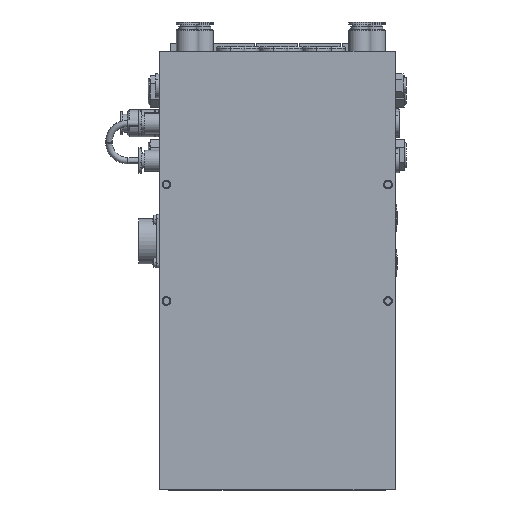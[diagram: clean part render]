
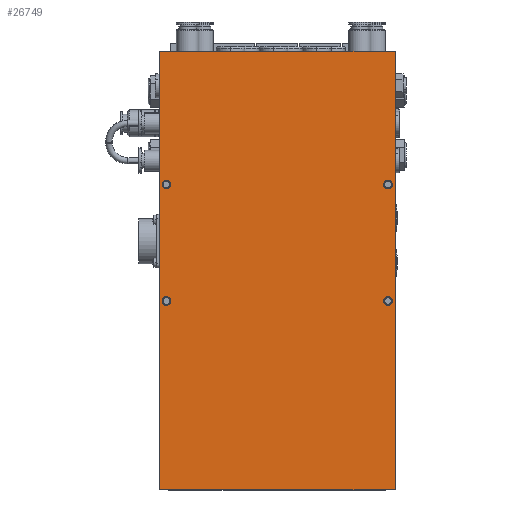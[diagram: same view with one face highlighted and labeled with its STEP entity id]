
A CAD part, top view. The second image highlights one B-rep face of the part: STEP entity #26749.
In plain terms, the highlighted planar face has unit normal (0, 0, 1).
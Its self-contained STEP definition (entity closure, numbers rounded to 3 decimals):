
#285 = EDGE_LOOP ( 'NONE', ( #83104, #43048 ) ) ;
#835 = FACE_BOUND ( 'NONE', #67375, .T. ) ;
#4834 = CARTESIAN_POINT ( 'NONE',  ( 66.75, -19., 49. ) ) ;
#6272 = PLANE ( 'NONE',  #34117 ) ;
#6522 = CARTESIAN_POINT ( 'NONE',  ( -74., -137.5, 49. ) ) ;
#7466 = CARTESIAN_POINT ( 'NONE',  ( 69.5, -19., 49. ) ) ;
#8860 = CARTESIAN_POINT ( 'NONE',  ( -66.75, 54., 49. ) ) ;
#12713 = EDGE_CURVE ( 'NONE', #82449, #56368, #87712, .T. ) ;
#13381 = VECTOR ( 'NONE', #42705, 1000. ) ;
#13382 = LINE ( 'NONE', #36671, #83770 ) ;
#14350 = ORIENTED_EDGE ( 'NONE', *, *, #61630, .T. ) ;
#14466 = AXIS2_PLACEMENT_3D ( 'NONE', #7466, #58265, #14740 ) ;
#14740 = DIRECTION ( 'NONE',  ( 1., 0., 0. ) ) ;
#15097 = DIRECTION ( 'NONE',  ( 0., -1., 0. ) ) ;
#15110 = VERTEX_POINT ( 'NONE', #4834 ) ;
#16022 = ORIENTED_EDGE ( 'NONE', *, *, #41020, .F. ) ;
#16655 = CARTESIAN_POINT ( 'NONE',  ( -69.5, -19., 49. ) ) ;
#17034 = EDGE_LOOP ( 'NONE', ( #74669, #78496 ) ) ;
#17845 = FACE_BOUND ( 'NONE', #32146, .T. ) ;
#18314 = CARTESIAN_POINT ( 'NONE',  ( 66.75, 54., 49. ) ) ;
#19728 = VERTEX_POINT ( 'NONE', #65851 ) ;
#20583 = ORIENTED_EDGE ( 'NONE', *, *, #12713, .F. ) ;
#20807 = DIRECTION ( 'NONE',  ( 0., 0., 1. ) ) ;
#23912 = DIRECTION ( 'NONE',  ( 1., 0., 0. ) ) ;
#24448 = EDGE_CURVE ( 'NONE', #79373, #28386, #57969, .T. ) ;
#25377 = LINE ( 'NONE', #44563, #61767 ) ;
#26613 = DIRECTION ( 'NONE',  ( 0., 0., 1. ) ) ;
#26749 = ADVANCED_FACE ( 'NONE', ( #56520, #835, #75815, #41746, #17845 ), #6272, .T. ) ;
#27438 = CARTESIAN_POINT ( 'NONE',  ( -69.5, -19., 49. ) ) ;
#28061 = LINE ( 'NONE', #6522, #13381 ) ;
#28386 = VERTEX_POINT ( 'NONE', #63826 ) ;
#28621 = CARTESIAN_POINT ( 'NONE',  ( -69.5, 54., 49. ) ) ;
#29644 = ORIENTED_EDGE ( 'NONE', *, *, #41596, .T. ) ;
#29879 = CARTESIAN_POINT ( 'NONE',  ( 69.5, 54., 49. ) ) ;
#30091 = CIRCLE ( 'NONE', #77073, 2.75 ) ;
#30398 = CARTESIAN_POINT ( 'NONE',  ( -74., 137.5, 49. ) ) ;
#32146 = EDGE_LOOP ( 'NONE', ( #29644, #76981 ) ) ;
#32773 = DIRECTION ( 'NONE',  ( -1., 0., 0. ) ) ;
#34117 = AXIS2_PLACEMENT_3D ( 'NONE', #42771, #20807, #93560 ) ;
#34762 = DIRECTION ( 'NONE',  ( 1., 0., 0. ) ) ;
#35951 = DIRECTION ( 'NONE',  ( 1., 0., 0. ) ) ;
#36175 = DIRECTION ( 'NONE',  ( 0., 0., -1. ) ) ;
#36671 = CARTESIAN_POINT ( 'NONE',  ( -74., 137.5, 49. ) ) ;
#36961 = EDGE_CURVE ( 'NONE', #15110, #50157, #50037, .T. ) ;
#37194 = DIRECTION ( 'NONE',  ( 1., 0., 0. ) ) ;
#37694 = LINE ( 'NONE', #76297, #57022 ) ;
#39361 = CARTESIAN_POINT ( 'NONE',  ( 69.5, 54., 49. ) ) ;
#41020 = EDGE_CURVE ( 'NONE', #56368, #82449, #30091, .T. ) ;
#41596 = EDGE_CURVE ( 'NONE', #58677, #85741, #85693, .T. ) ;
#41746 = FACE_OUTER_BOUND ( 'NONE', #64433, .T. ) ;
#41970 = CARTESIAN_POINT ( 'NONE',  ( 72.25, 54., 49. ) ) ;
#42459 = VERTEX_POINT ( 'NONE', #84891 ) ;
#42705 = DIRECTION ( 'NONE',  ( 1., 0., 0. ) ) ;
#42771 = CARTESIAN_POINT ( 'NONE',  ( -74., -137.5, 49. ) ) ;
#43048 = ORIENTED_EDGE ( 'NONE', *, *, #89314, .T. ) ;
#44563 = CARTESIAN_POINT ( 'NONE',  ( 74., 137.5, 49. ) ) ;
#46688 = DIRECTION ( 'NONE',  ( 1., 0., 0. ) ) ;
#47820 = CIRCLE ( 'NONE', #14466, 2.75 ) ;
#50037 = CIRCLE ( 'NONE', #77500, 2.75 ) ;
#50157 = VERTEX_POINT ( 'NONE', #61089 ) ;
#51839 = EDGE_CURVE ( 'NONE', #85741, #58677, #56860, .T. ) ;
#51860 = DIRECTION ( 'NONE',  ( 0., 1., 0. ) ) ;
#54021 = AXIS2_PLACEMENT_3D ( 'NONE', #28621, #79446, #35951 ) ;
#54577 = ORIENTED_EDGE ( 'NONE', *, *, #78090, .T. ) ;
#55142 = VERTEX_POINT ( 'NONE', #86473 ) ;
#56368 = VERTEX_POINT ( 'NONE', #18314 ) ;
#56520 = FACE_BOUND ( 'NONE', #285, .T. ) ;
#56860 = CIRCLE ( 'NONE', #93507, 2.75 ) ;
#57022 = VECTOR ( 'NONE', #32773, 1000. ) ;
#57969 = CIRCLE ( 'NONE', #80885, 2.75 ) ;
#58265 = DIRECTION ( 'NONE',  ( 0., 0., 1. ) ) ;
#58677 = VERTEX_POINT ( 'NONE', #91366 ) ;
#60088 = AXIS2_PLACEMENT_3D ( 'NONE', #27438, #78275, #34762 ) ;
#61089 = CARTESIAN_POINT ( 'NONE',  ( 72.25, -19., 49. ) ) ;
#61630 = EDGE_CURVE ( 'NONE', #55142, #42459, #25377, .T. ) ;
#61767 = VECTOR ( 'NONE', #51860, 1000. ) ;
#63826 = CARTESIAN_POINT ( 'NONE',  ( -66.75, -19., 49. ) ) ;
#64433 = EDGE_LOOP ( 'NONE', ( #92991, #72885, #14350, #54577 ) ) ;
#65684 = EDGE_CURVE ( 'NONE', #50157, #15110, #47820, .T. ) ;
#65851 = CARTESIAN_POINT ( 'NONE',  ( -74., -137.5, 49. ) ) ;
#67375 = EDGE_LOOP ( 'NONE', ( #16022, #20583 ) ) ;
#67490 = DIRECTION ( 'NONE',  ( 0., 0., -1. ) ) ;
#70200 = CARTESIAN_POINT ( 'NONE',  ( 69.5, -19., 49. ) ) ;
#72055 = EDGE_CURVE ( 'NONE', #19728, #55142, #28061, .T. ) ;
#72885 = ORIENTED_EDGE ( 'NONE', *, *, #72055, .T. ) ;
#73590 = CIRCLE ( 'NONE', #60088, 2.75 ) ;
#74669 = ORIENTED_EDGE ( 'NONE', *, *, #36961, .F. ) ;
#75815 = FACE_BOUND ( 'NONE', #17034, .T. ) ;
#75977 = VERTEX_POINT ( 'NONE', #30398 ) ;
#76297 = CARTESIAN_POINT ( 'NONE',  ( -74., 137.5, 49. ) ) ;
#76981 = ORIENTED_EDGE ( 'NONE', *, *, #51839, .T. ) ;
#77073 = AXIS2_PLACEMENT_3D ( 'NONE', #39361, #90141, #46688 ) ;
#77437 = DIRECTION ( 'NONE',  ( 1., 0., 0. ) ) ;
#77500 = AXIS2_PLACEMENT_3D ( 'NONE', #70200, #26613, #77437 ) ;
#78090 = EDGE_CURVE ( 'NONE', #42459, #75977, #37694, .T. ) ;
#78275 = DIRECTION ( 'NONE',  ( 0., 0., -1. ) ) ;
#78496 = ORIENTED_EDGE ( 'NONE', *, *, #65684, .F. ) ;
#79373 = VERTEX_POINT ( 'NONE', #82369 ) ;
#79446 = DIRECTION ( 'NONE',  ( 0., 0., -1. ) ) ;
#79660 = CARTESIAN_POINT ( 'NONE',  ( -69.5, 54., 49. ) ) ;
#80702 = DIRECTION ( 'NONE',  ( 0., 0., 1. ) ) ;
#80867 = AXIS2_PLACEMENT_3D ( 'NONE', #29879, #80702, #37194 ) ;
#80885 = AXIS2_PLACEMENT_3D ( 'NONE', #16655, #67490, #23912 ) ;
#82369 = CARTESIAN_POINT ( 'NONE',  ( -72.25, -19., 49. ) ) ;
#82449 = VERTEX_POINT ( 'NONE', #41970 ) ;
#83104 = ORIENTED_EDGE ( 'NONE', *, *, #24448, .T. ) ;
#83770 = VECTOR ( 'NONE', #15097, 1000. ) ;
#84891 = CARTESIAN_POINT ( 'NONE',  ( 74., 137.5, 49. ) ) ;
#85693 = CIRCLE ( 'NONE', #54021, 2.75 ) ;
#85741 = VERTEX_POINT ( 'NONE', #8860 ) ;
#86473 = CARTESIAN_POINT ( 'NONE',  ( 74., -137.5, 49. ) ) ;
#87002 = DIRECTION ( 'NONE',  ( 1., 0., 0. ) ) ;
#87712 = CIRCLE ( 'NONE', #80867, 2.75 ) ;
#89314 = EDGE_CURVE ( 'NONE', #28386, #79373, #73590, .T. ) ;
#89450 = EDGE_CURVE ( 'NONE', #75977, #19728, #13382, .T. ) ;
#90141 = DIRECTION ( 'NONE',  ( 0., 0., 1. ) ) ;
#91366 = CARTESIAN_POINT ( 'NONE',  ( -72.25, 54., 49. ) ) ;
#92991 = ORIENTED_EDGE ( 'NONE', *, *, #89450, .T. ) ;
#93507 = AXIS2_PLACEMENT_3D ( 'NONE', #79660, #36175, #87002 ) ;
#93560 = DIRECTION ( 'NONE',  ( 1., 0., 0. ) ) ;
